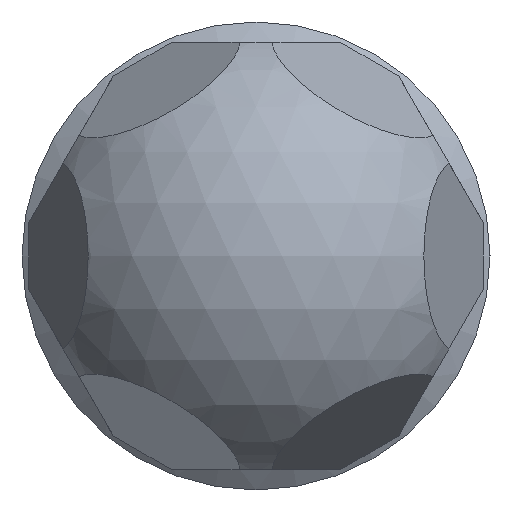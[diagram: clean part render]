
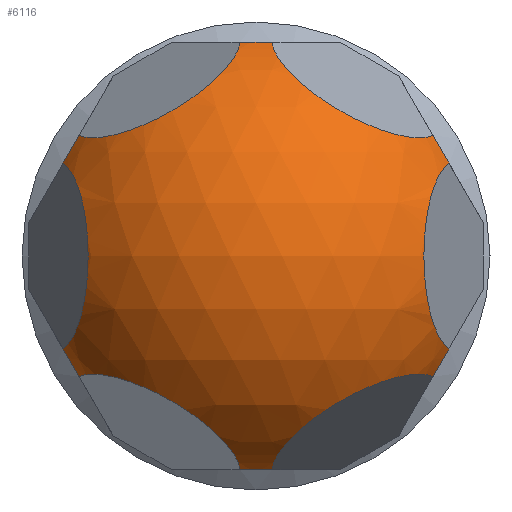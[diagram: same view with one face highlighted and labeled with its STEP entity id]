
A CAD part, front view. The second image highlights one B-rep face of the part: STEP entity #6116.
In plain terms, the highlighted spherical face has radius 12 mm.
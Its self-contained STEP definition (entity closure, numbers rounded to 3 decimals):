
#104 = CARTESIAN_POINT ( 'NONE',  ( -9.075, 52.841, 6.182 ) ) ;
#484 = EDGE_CURVE ( 'NONE', #12026, #7731, #12144, .T. ) ;
#645 = CARTESIAN_POINT ( 'NONE',  ( 5.145, 51.745, 8.911 ) ) ;
#703 = CARTESIAN_POINT ( 'NONE',  ( 10.29, 51.745, 0. ) ) ;
#704 = EDGE_CURVE ( 'NONE', #9868, #4778, #3738, .T. ) ;
#718 = CIRCLE ( 'NONE', #1258, 4.909 ) ;
#1030 = CARTESIAN_POINT ( 'NONE',  ( 9.891, 52.841, -4.768 ) ) ;
#1080 = DIRECTION ( 'NONE',  ( -0.342, -0.94, 0. ) ) ;
#1222 = CARTESIAN_POINT ( 'NONE',  ( -9.483, 48., 5.475 ) ) ;
#1258 = AXIS2_PLACEMENT_3D ( 'NONE', #6916, #5011, #9755 ) ;
#1378 = AXIS2_PLACEMENT_3D ( 'NONE', #6597, #9433, #10300 ) ;
#1452 = CARTESIAN_POINT ( 'NONE',  ( -0.816, 52.841, 10.95 ) ) ;
#1534 = DIRECTION ( 'NONE',  ( -0.47, -0.342, -0.814 ) ) ;
#1668 = DIRECTION ( 'NONE',  ( 0.5, 0., -0.866 ) ) ;
#1676 = VERTEX_POINT ( 'NONE', #1030 ) ;
#1747 = DIRECTION ( 'NONE',  ( -0.94, -0.342, 0. ) ) ;
#1797 = ORIENTED_EDGE ( 'NONE', *, *, #484, .T. ) ;
#1953 = ORIENTED_EDGE ( 'NONE', *, *, #8633, .T. ) ;
#2637 = AXIS2_PLACEMENT_3D ( 'NONE', #7490, #4015, #1668 ) ;
#2696 = DIRECTION ( 'NONE',  ( -0.342, 0.94, 0. ) ) ;
#2753 = ORIENTED_EDGE ( 'NONE', *, *, #9641, .F. ) ;
#2781 = FACE_OUTER_BOUND ( 'NONE', #3601, .T. ) ;
#2950 = CIRCLE ( 'NONE', #4974, 4.909 ) ;
#2951 = CARTESIAN_POINT ( 'NONE',  ( -5.145, 51.745, -8.911 ) ) ;
#2995 = AXIS2_PLACEMENT_3D ( 'NONE', #3711, #11273, #5636 ) ;
#3046 = DIRECTION ( 'NONE',  ( -1., 0., 0. ) ) ;
#3168 = EDGE_CURVE ( 'NONE', #9868, #7731, #6066, .T. ) ;
#3296 = DIRECTION ( 'NONE',  ( -0.47, -0.342, 0.814 ) ) ;
#3386 = CARTESIAN_POINT ( 'NONE',  ( 5.145, 51.745, -8.911 ) ) ;
#3460 = EDGE_CURVE ( 'NONE', #8931, #10712, #5737, .T. ) ;
#3523 = ORIENTED_EDGE ( 'NONE', *, *, #7488, .F. ) ;
#3601 = EDGE_LOOP ( 'NONE', ( #3523, #6814, #9665, #4802, #6406, #7167, #2753, #1953, #6112, #1797, #5041, #6340 ) ) ;
#3711 = CARTESIAN_POINT ( 'NONE',  ( 9.483, 48., 5.475 ) ) ;
#3732 = DIRECTION ( 'NONE',  ( 0.47, -0.342, 0.814 ) ) ;
#3738 = CIRCLE ( 'NONE', #10156, 4.909 ) ;
#3785 = AXIS2_PLACEMENT_3D ( 'NONE', #8881, #6180, #7979 ) ;
#3815 = EDGE_CURVE ( 'NONE', #8931, #5939, #718, .T. ) ;
#3862 = EDGE_CURVE ( 'NONE', #7371, #1676, #7949, .T. ) ;
#3893 = CARTESIAN_POINT ( 'NONE',  ( 0.816, 52.841, 10.95 ) ) ;
#3896 = DIRECTION ( 'NONE',  ( -0.866, 0., 0.5 ) ) ;
#3911 = CIRCLE ( 'NONE', #9628, 4.909 ) ;
#3935 = CARTESIAN_POINT ( 'NONE',  ( 0., 48., 0. ) ) ;
#4015 = DIRECTION ( 'NONE',  ( -0.866, 0., -0.5 ) ) ;
#4066 = DIRECTION ( 'NONE',  ( 0., 0., 1. ) ) ;
#4276 = CARTESIAN_POINT ( 'NONE',  ( -9.891, 52.841, -4.768 ) ) ;
#4397 = SPHERICAL_SURFACE ( 'NONE', #4958, 12. ) ;
#4527 = CARTESIAN_POINT ( 'NONE',  ( 0.816, 52.841, -10.95 ) ) ;
#4778 = VERTEX_POINT ( 'NONE', #9906 ) ;
#4802 = ORIENTED_EDGE ( 'NONE', *, *, #8281, .T. ) ;
#4958 = AXIS2_PLACEMENT_3D ( 'NONE', #3935, #11330, #7710 ) ;
#4974 = AXIS2_PLACEMENT_3D ( 'NONE', #6740, #7675, #1080 ) ;
#5011 = DIRECTION ( 'NONE',  ( 0., 0., -1. ) ) ;
#5041 = ORIENTED_EDGE ( 'NONE', *, *, #3168, .F. ) ;
#5046 = DIRECTION ( 'NONE',  ( -0.5, 0., -0.866 ) ) ;
#5636 = DIRECTION ( 'NONE',  ( -0.5, 0., 0.866 ) ) ;
#5737 = CIRCLE ( 'NONE', #11347, 4.909 ) ;
#5751 = EDGE_CURVE ( 'NONE', #12026, #12175, #8661, .T. ) ;
#5939 = VERTEX_POINT ( 'NONE', #4527 ) ;
#6066 = CIRCLE ( 'NONE', #11182, 4.909 ) ;
#6112 = ORIENTED_EDGE ( 'NONE', *, *, #5751, .F. ) ;
#6116 = ADVANCED_FACE ( 'NONE', ( #2781 ), #4397, .T. ) ;
#6137 = CARTESIAN_POINT ( 'NONE',  ( -0.816, 52.841, -10.95 ) ) ;
#6180 = DIRECTION ( 'NONE',  ( 0.866, 0., -0.5 ) ) ;
#6340 = ORIENTED_EDGE ( 'NONE', *, *, #704, .T. ) ;
#6406 = ORIENTED_EDGE ( 'NONE', *, *, #3815, .F. ) ;
#6469 = EDGE_CURVE ( 'NONE', #8668, #1676, #6592, .T. ) ;
#6592 = CIRCLE ( 'NONE', #9782, 4.909 ) ;
#6597 = CARTESIAN_POINT ( 'NONE',  ( -5.145, 51.745, 8.911 ) ) ;
#6740 = CARTESIAN_POINT ( 'NONE',  ( -10.29, 51.745, 0. ) ) ;
#6814 = ORIENTED_EDGE ( 'NONE', *, *, #6469, .T. ) ;
#6916 = CARTESIAN_POINT ( 'NONE',  ( 0., 48., -10.95 ) ) ;
#7161 = CIRCLE ( 'NONE', #2637, 4.909 ) ;
#7167 = ORIENTED_EDGE ( 'NONE', *, *, #3460, .T. ) ;
#7371 = VERTEX_POINT ( 'NONE', #8433 ) ;
#7488 = EDGE_CURVE ( 'NONE', #8668, #4778, #8640, .T. ) ;
#7490 = CARTESIAN_POINT ( 'NONE',  ( -9.483, 48., -5.475 ) ) ;
#7675 = DIRECTION ( 'NONE',  ( 0.94, -0.342, 0. ) ) ;
#7710 = DIRECTION ( 'NONE',  ( 1., 0., 0. ) ) ;
#7731 = VERTEX_POINT ( 'NONE', #1452 ) ;
#7944 = CARTESIAN_POINT ( 'NONE',  ( -9.891, 52.841, 4.768 ) ) ;
#7949 = CIRCLE ( 'NONE', #3785, 4.909 ) ;
#7979 = DIRECTION ( 'NONE',  ( 0.5, 0., 0.866 ) ) ;
#8185 = CARTESIAN_POINT ( 'NONE',  ( -9.075, 52.841, -6.182 ) ) ;
#8281 = EDGE_CURVE ( 'NONE', #7371, #5939, #3911, .T. ) ;
#8433 = CARTESIAN_POINT ( 'NONE',  ( 9.075, 52.841, -6.182 ) ) ;
#8633 = EDGE_CURVE ( 'NONE', #9233, #12175, #2950, .T. ) ;
#8640 = CIRCLE ( 'NONE', #2995, 4.909 ) ;
#8661 = CIRCLE ( 'NONE', #11908, 4.909 ) ;
#8668 = VERTEX_POINT ( 'NONE', #10027 ) ;
#8881 = CARTESIAN_POINT ( 'NONE',  ( 9.483, 48., -5.475 ) ) ;
#8931 = VERTEX_POINT ( 'NONE', #6137 ) ;
#9233 = VERTEX_POINT ( 'NONE', #4276 ) ;
#9433 = DIRECTION ( 'NONE',  ( 0.47, -0.342, -0.814 ) ) ;
#9628 = AXIS2_PLACEMENT_3D ( 'NONE', #3386, #3296, #10865 ) ;
#9641 = EDGE_CURVE ( 'NONE', #9233, #10712, #7161, .T. ) ;
#9665 = ORIENTED_EDGE ( 'NONE', *, *, #3862, .F. ) ;
#9744 = CARTESIAN_POINT ( 'NONE',  ( 0., 48., 10.95 ) ) ;
#9755 = DIRECTION ( 'NONE',  ( 1., 0., 0. ) ) ;
#9782 = AXIS2_PLACEMENT_3D ( 'NONE', #703, #1747, #2696 ) ;
#9868 = VERTEX_POINT ( 'NONE', #3893 ) ;
#9906 = CARTESIAN_POINT ( 'NONE',  ( 9.075, 52.841, 6.182 ) ) ;
#10027 = CARTESIAN_POINT ( 'NONE',  ( 9.891, 52.841, 4.768 ) ) ;
#10156 = AXIS2_PLACEMENT_3D ( 'NONE', #645, #1534, #11899 ) ;
#10300 = DIRECTION ( 'NONE',  ( 0.866, 0., 0.5 ) ) ;
#10712 = VERTEX_POINT ( 'NONE', #8185 ) ;
#10865 = DIRECTION ( 'NONE',  ( -0.866, 0., -0.5 ) ) ;
#11182 = AXIS2_PLACEMENT_3D ( 'NONE', #9744, #4066, #3046 ) ;
#11273 = DIRECTION ( 'NONE',  ( 0.866, 0., 0.5 ) ) ;
#11330 = DIRECTION ( 'NONE',  ( 0., 0., 1. ) ) ;
#11347 = AXIS2_PLACEMENT_3D ( 'NONE', #2951, #3732, #3896 ) ;
#11587 = DIRECTION ( 'NONE',  ( -0.866, 0., 0.5 ) ) ;
#11899 = DIRECTION ( 'NONE',  ( 0.866, 0., -0.5 ) ) ;
#11908 = AXIS2_PLACEMENT_3D ( 'NONE', #1222, #11587, #5046 ) ;
#12026 = VERTEX_POINT ( 'NONE', #104 ) ;
#12144 = CIRCLE ( 'NONE', #1378, 4.909 ) ;
#12175 = VERTEX_POINT ( 'NONE', #7944 ) ;
